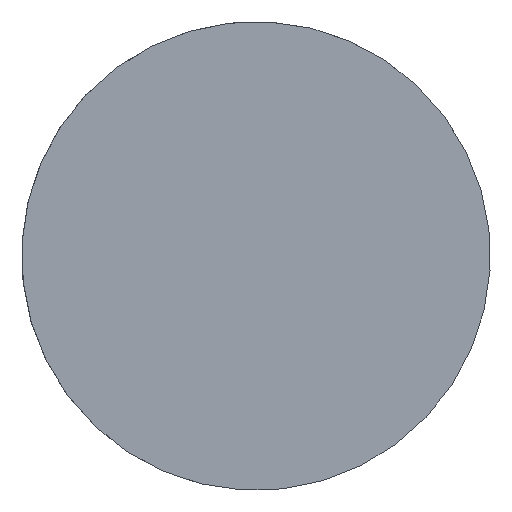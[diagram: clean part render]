
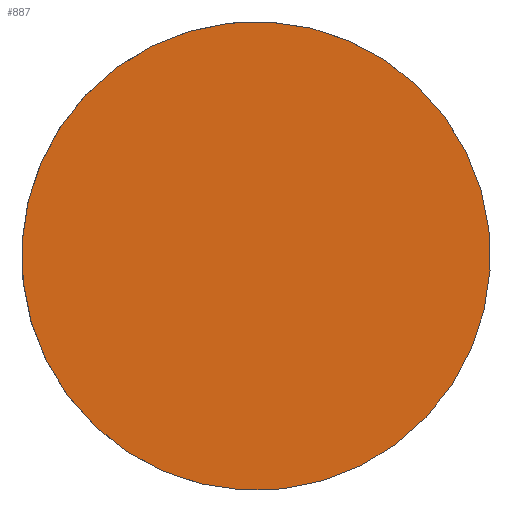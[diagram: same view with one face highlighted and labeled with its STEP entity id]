
A CAD part, front view. The second image highlights one B-rep face of the part: STEP entity #887.
In plain terms, the highlighted planar face has unit normal (0.001, -1, 0).
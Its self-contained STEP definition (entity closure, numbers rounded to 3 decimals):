
#127=PLANE('',#997);
#161=FACE_OUTER_BOUND('',#213,.T.);
#213=EDGE_LOOP('',(#735,#736));
#312=CIRCLE('',#998,15.);
#313=CIRCLE('',#999,15.);
#410=VERTEX_POINT('',#1563);
#411=VERTEX_POINT('',#1564);
#528=EDGE_CURVE('',#410,#411,#312,.T.);
#529=EDGE_CURVE('',#411,#410,#313,.T.);
#735=ORIENTED_EDGE('',*,*,#528,.T.);
#736=ORIENTED_EDGE('',*,*,#529,.T.);
#887=ADVANCED_FACE('',(#161),#127,.T.);
#997=AXIS2_PLACEMENT_3D('',#1562,#1220,#1221);
#998=AXIS2_PLACEMENT_3D('',#1565,#1222,#1223);
#999=AXIS2_PLACEMENT_3D('',#1566,#1224,#1225);
#1220=DIRECTION('center_axis',(0.001,-1.,
0.));
#1221=DIRECTION('ref_axis',(-0.284,0.,0.959));
#1222=DIRECTION('center_axis',(0.001,-1.,
0.));
#1223=DIRECTION('ref_axis',(0.959,0.001,0.284));
#1224=DIRECTION('center_axis',(0.001,-1.,
0.));
#1225=DIRECTION('ref_axis',(0.959,0.001,0.284));
#1562=CARTESIAN_POINT('Origin',(7.217,53.33,2.119));
#1563=CARTESIAN_POINT('',(14.409,53.335,4.246));
#1564=CARTESIAN_POINT('',(-14.359,53.315,-4.263));
#1565=CARTESIAN_POINT('Origin',(0.025,53.325,-0.008));
#1566=CARTESIAN_POINT('Origin',(0.025,53.325,-0.008));
